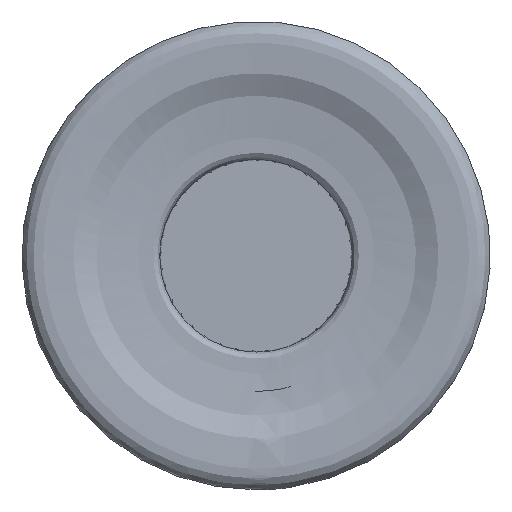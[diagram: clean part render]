
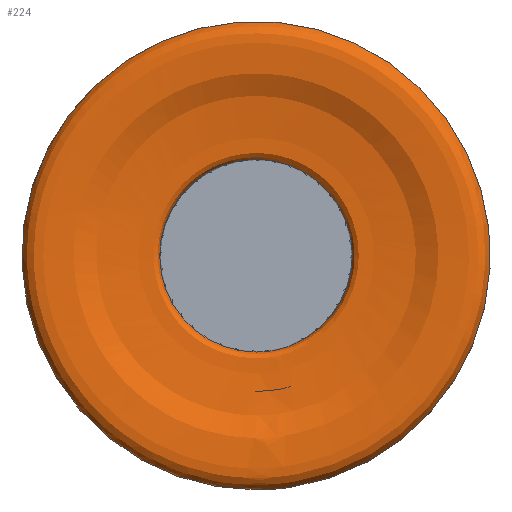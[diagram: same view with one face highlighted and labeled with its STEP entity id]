
A CAD part, left-side view. The second image highlights one B-rep face of the part: STEP entity #224.
In plain terms, the highlighted face is a revolution surface.
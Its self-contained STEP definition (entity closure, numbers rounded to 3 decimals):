
#24=SURFACE_OF_REVOLUTION('',#32,#28);
#28=AXIS1_PLACEMENT('',#641,#552);
#32=B_SPLINE_CURVE_WITH_KNOTS('',3,(#620,#621,#622,#623,#624,#625,#626,
#627,#628,#629,#630,#631,#632,#633,#634,#635,#636,#637,#638,#639,#640),
 .UNSPECIFIED.,.F.,.F.,(4,1,1,1,1,1,1,1,1,1,1,1,1,1,1,1,1,1,4),(0.,0.063,
0.094,0.125,0.188,0.25,0.313,0.375,0.438,0.5,0.563,0.625,0.688,0.75,
0.813,0.875,0.906,0.938,1.),.UNSPECIFIED.);
#224=ADVANCED_FACE('',(#268,#269),#24,.T.);
#268=FACE_BOUND('',#312,.T.);
#269=FACE_BOUND('',#313,.T.);
#312=EDGE_LOOP('',(#356));
#313=EDGE_LOOP('',(#357));
#356=ORIENTED_EDGE('',*,*,#404,.F.);
#357=ORIENTED_EDGE('',*,*,#405,.T.);
#382=VERTEX_POINT('',#617);
#383=VERTEX_POINT('',#619);
#404=EDGE_CURVE('',#382,#382,#426,.T.);
#405=EDGE_CURVE('',#383,#383,#427,.T.);
#426=CIRCLE('',#468,11.);
#427=CIRCLE('',#469,4.525);
#468=AXIS2_PLACEMENT_3D('',#616,#548,#549);
#469=AXIS2_PLACEMENT_3D('',#618,#550,#551);
#548=DIRECTION('',(1.,0.,0.));
#549=DIRECTION('',(0.,0.,-1.));
#550=DIRECTION('',(1.,0.,0.));
#551=DIRECTION('',(0.,0.,-1.));
#552=DIRECTION('',(1.,0.,0.));
#616=CARTESIAN_POINT('',(0.788,0.,0.));
#617=CARTESIAN_POINT('',(0.788,0.,-11.));
#618=CARTESIAN_POINT('',(1.14,0.,0.));
#619=CARTESIAN_POINT('',(1.14,0.,-4.525));
#620=CARTESIAN_POINT('',(1.14,-4.425,0.944));
#621=CARTESIAN_POINT('',(0.984,-4.433,0.97));
#622=CARTESIAN_POINT('',(0.769,-4.625,0.977));
#623=CARTESIAN_POINT('',(0.769,-4.935,0.928));
#624=CARTESIAN_POINT('',(0.766,-5.23,0.882));
#625=CARTESIAN_POINT('',(0.762,-5.584,0.826));
#626=CARTESIAN_POINT('',(0.75,-5.999,0.762));
#627=CARTESIAN_POINT('',(0.72,-6.422,0.699));
#628=CARTESIAN_POINT('',(0.666,-6.86,0.639));
#629=CARTESIAN_POINT('',(0.58,-7.32,0.581));
#630=CARTESIAN_POINT('',(0.454,-7.781,0.529));
#631=CARTESIAN_POINT('',(0.281,-8.222,0.489));
#632=CARTESIAN_POINT('',(0.023,-8.63,0.47));
#633=CARTESIAN_POINT('',(-0.003,-9.107,0.398));
#634=CARTESIAN_POINT('',(0.002,-9.575,0.323));
#635=CARTESIAN_POINT('',(-0.003,-10.042,0.249));
#636=CARTESIAN_POINT('',(0.015,-10.44,0.182));
#637=CARTESIAN_POINT('',(0.172,-10.705,0.112));
#638=CARTESIAN_POINT('',(0.402,-10.917,0.038));
#639=CARTESIAN_POINT('',(0.632,-10.998,-0.015));
#640=CARTESIAN_POINT('',(0.788,-11.,-0.043));
#641=CARTESIAN_POINT('',(0.,0.,0.));
